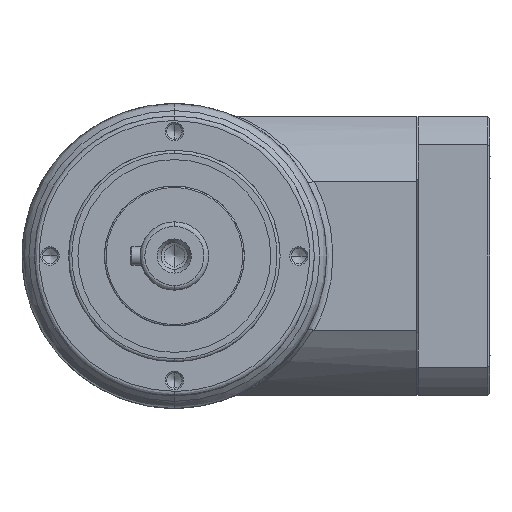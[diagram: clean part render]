
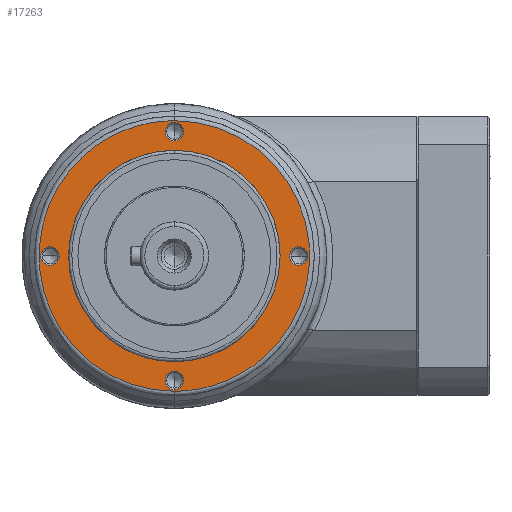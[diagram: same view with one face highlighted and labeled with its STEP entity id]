
A CAD part, left-side view. The second image highlights one B-rep face of the part: STEP entity #17263.
In plain terms, the highlighted face is planar.
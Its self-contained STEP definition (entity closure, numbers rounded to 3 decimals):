
#56 = AXIS2_PLACEMENT_3D ( 'NONE', #17300, #17268, #17247 ) ;
#822 = CIRCLE ( 'NONE', #13560, 2.958 ) ;
#881 = VERTEX_POINT ( 'NONE', #18977 ) ;
#1041 = CARTESIAN_POINT ( 'NONE',  ( -44., 40., -2.958 ) ) ;
#1105 = FACE_BOUND ( 'NONE', #3999, .T. ) ;
#1117 = EDGE_CURVE ( 'NONE', #17012, #12368, #2610, .T. ) ;
#1562 = DIRECTION ( 'NONE',  ( 0., 0., -1. ) ) ;
#1576 = AXIS2_PLACEMENT_3D ( 'NONE', #5697, #5627, #5546 ) ;
#1592 = DIRECTION ( 'NONE',  ( -1., 0., 0. ) ) ;
#1599 = ORIENTED_EDGE ( 'NONE', *, *, #1117, .T. ) ;
#1638 = CARTESIAN_POINT ( 'NONE',  ( -44., 40., 0. ) ) ;
#1729 = ORIENTED_EDGE ( 'NONE', *, *, #3859, .T. ) ;
#1745 = CARTESIAN_POINT ( 'NONE',  ( -44., -40., 2.958 ) ) ;
#1864 = ORIENTED_EDGE ( 'NONE', *, *, #13335, .T. ) ;
#1911 = ORIENTED_EDGE ( 'NONE', *, *, #16753, .T. ) ;
#2051 = ORIENTED_EDGE ( 'NONE', *, *, #6251, .F. ) ;
#2172 = ORIENTED_EDGE ( 'NONE', *, *, #15833, .F. ) ;
#2250 = VERTEX_POINT ( 'NONE', #8970 ) ;
#2610 = CIRCLE ( 'NONE', #56, 2.958 ) ;
#2949 = AXIS2_PLACEMENT_3D ( 'NONE', #4930, #13497, #11350 ) ;
#2952 = ORIENTED_EDGE ( 'NONE', *, *, #9615, .T. ) ;
#3859 = EDGE_CURVE ( 'NONE', #12368, #17012, #4424, .T. ) ;
#3999 = EDGE_LOOP ( 'NONE', ( #12769, #13788 ) ) ;
#4084 = CARTESIAN_POINT ( 'NONE',  ( -44., -87., -43.5 ) ) ;
#4314 = CARTESIAN_POINT ( 'NONE',  ( -44., 0., -37.042 ) ) ;
#4424 = CIRCLE ( 'NONE', #16725, 2.958 ) ;
#4930 = CARTESIAN_POINT ( 'NONE',  ( -44., 0., -40. ) ) ;
#4932 = ORIENTED_EDGE ( 'NONE', *, *, #5139, .T. ) ;
#4956 = EDGE_CURVE ( 'NONE', #8250, #18323, #822, .T. ) ;
#4989 = EDGE_LOOP ( 'NONE', ( #2952, #4932 ) ) ;
#5139 = EDGE_CURVE ( 'NONE', #18411, #2250, #9148, .T. ) ;
#5173 = DIRECTION ( 'NONE',  ( 0., 0., 1. ) ) ;
#5202 = EDGE_LOOP ( 'NONE', ( #1864, #1911 ) ) ;
#5204 = DIRECTION ( 'NONE',  ( -1., 0., 0. ) ) ;
#5217 = CARTESIAN_POINT ( 'NONE',  ( -44., 0., 0. ) ) ;
#5399 = EDGE_CURVE ( 'NONE', #18323, #8250, #20233, .T. ) ;
#5447 = VERTEX_POINT ( 'NONE', #1745 ) ;
#5546 = DIRECTION ( 'NONE',  ( 0., 0., -1. ) ) ;
#5627 = DIRECTION ( 'NONE',  ( -1., 0., 0. ) ) ;
#5691 = FACE_BOUND ( 'NONE', #5702, .T. ) ;
#5697 = CARTESIAN_POINT ( 'NONE',  ( -44., -40., 0. ) ) ;
#5702 = EDGE_LOOP ( 'NONE', ( #6776, #9619 ) ) ;
#5764 = DIRECTION ( 'NONE',  ( 1., 0., 0. ) ) ;
#5961 = EDGE_CURVE ( 'NONE', #17645, #5447, #10287, .T. ) ;
#6209 = FACE_BOUND ( 'NONE', #13300, .T. ) ;
#6251 = EDGE_CURVE ( 'NONE', #10297, #881, #9625, .T. ) ;
#6412 = DIRECTION ( 'NONE',  ( 0., 0., 1. ) ) ;
#6684 = DIRECTION ( 'NONE',  ( -1., 0., 0. ) ) ;
#6776 = ORIENTED_EDGE ( 'NONE', *, *, #4956, .T. ) ;
#6800 = DIRECTION ( 'NONE',  ( 0., 0., -1. ) ) ;
#6830 = DIRECTION ( 'NONE',  ( -1., 0., 0. ) ) ;
#6858 = CARTESIAN_POINT ( 'NONE',  ( -44., 40., 0. ) ) ;
#7064 = CARTESIAN_POINT ( 'NONE',  ( -44., 0., 0. ) ) ;
#7532 = CARTESIAN_POINT ( 'NONE',  ( -44., 0., 43.5 ) ) ;
#7588 = CARTESIAN_POINT ( 'NONE',  ( -44., 0., -42.958 ) ) ;
#7892 = EDGE_CURVE ( 'NONE', #5447, #17645, #18883, .T. ) ;
#8250 = VERTEX_POINT ( 'NONE', #1041 ) ;
#8487 = CARTESIAN_POINT ( 'NONE',  ( -44., 0., 43.5 ) ) ;
#8950 = VERTEX_POINT ( 'NONE', #4314 ) ;
#8970 = CARTESIAN_POINT ( 'NONE',  ( -44., 0., 34. ) ) ;
#9148 = CIRCLE ( 'NONE', #12686, 34. ) ;
#9267 = CARTESIAN_POINT ( 'NONE',  ( -44., 0., 37.042 ) ) ;
#9277 = CARTESIAN_POINT ( 'NONE',  ( -44., 87., 43.5 ) ) ;
#9327 = AXIS2_PLACEMENT_3D ( 'NONE', #17428, #17291, #15934 ) ;
#9407 = CARTESIAN_POINT ( 'NONE',  ( -44., 0., -43.5 ) ) ;
#9500 = CARTESIAN_POINT ( 'NONE',  ( -44., 87., -43.5 ) ) ;
#9615 = EDGE_CURVE ( 'NONE', #2250, #18411, #18370, .T. ) ;
#9619 = ORIENTED_EDGE ( 'NONE', *, *, #5399, .T. ) ;
#9625 =( BOUNDED_CURVE ( )  B_SPLINE_CURVE ( 3, ( #8487, #9277, #9500, #9407 ),
 .UNSPECIFIED., .F., .F. ) 
 B_SPLINE_CURVE_WITH_KNOTS ( ( 4, 4 ),
 ( 0.5, 1. ),
 .UNSPECIFIED. ) 
 CURVE ( )  GEOMETRIC_REPRESENTATION_ITEM ( )  RATIONAL_B_SPLINE_CURVE ( ( 1., 0.333, 0.333, 1. ) ) 
 REPRESENTATION_ITEM ( '' )  );
#9801 = VERTEX_POINT ( 'NONE', #7588 ) ;
#9961 = AXIS2_PLACEMENT_3D ( 'NONE', #15305, #5764, #16858 ) ;
#10095 = EDGE_LOOP ( 'NONE', ( #2051, #2172 ) ) ;
#10178 = CARTESIAN_POINT ( 'NONE',  ( -44., 0., 43.5 ) ) ;
#10224 = CARTESIAN_POINT ( 'NONE',  ( -44., 0., -40. ) ) ;
#10247 = FACE_BOUND ( 'NONE', #4989, .T. ) ;
#10287 = CIRCLE ( 'NONE', #9327, 2.958 ) ;
#10297 = VERTEX_POINT ( 'NONE', #10178 ) ;
#10743 = AXIS2_PLACEMENT_3D ( 'NONE', #1638, #1592, #1562 ) ;
#10758 = FACE_OUTER_BOUND ( 'NONE', #10095, .T. ) ;
#11350 = DIRECTION ( 'NONE',  ( 0., 0., -1. ) ) ;
#11685 = DIRECTION ( 'NONE',  ( 0., 0., -1. ) ) ;
#12368 = VERTEX_POINT ( 'NONE', #15197 ) ;
#12625 = CARTESIAN_POINT ( 'NONE',  ( -44., 0., -34. ) ) ;
#12686 = AXIS2_PLACEMENT_3D ( 'NONE', #5217, #5204, #5173 ) ;
#12769 = ORIENTED_EDGE ( 'NONE', *, *, #5961, .T. ) ;
#13300 = EDGE_LOOP ( 'NONE', ( #1599, #1729 ) ) ;
#13335 = EDGE_CURVE ( 'NONE', #9801, #8950, #14382, .T. ) ;
#13497 = DIRECTION ( 'NONE',  ( -1., 0., 0. ) ) ;
#13560 = AXIS2_PLACEMENT_3D ( 'NONE', #6858, #6830, #6800 ) ;
#13788 = ORIENTED_EDGE ( 'NONE', *, *, #7892, .T. ) ;
#14084 = AXIS2_PLACEMENT_3D ( 'NONE', #10224, #20915, #11685 ) ;
#14150 = FACE_BOUND ( 'NONE', #5202, .T. ) ;
#14382 = CIRCLE ( 'NONE', #2949, 2.958 ) ;
#15197 = CARTESIAN_POINT ( 'NONE',  ( -44., 0., 42.958 ) ) ;
#15305 = CARTESIAN_POINT ( 'NONE',  ( -44., 0., 0. ) ) ;
#15813 = CIRCLE ( 'NONE', #14084, 2.958 ) ;
#15833 = EDGE_CURVE ( 'NONE', #881, #10297, #19330, .T. ) ;
#15934 = DIRECTION ( 'NONE',  ( 0., 0., -1. ) ) ;
#16404 = AXIS2_PLACEMENT_3D ( 'NONE', #7064, #6684, #6412 ) ;
#16725 = AXIS2_PLACEMENT_3D ( 'NONE', #19491, #19470, #19467 ) ;
#16753 = EDGE_CURVE ( 'NONE', #8950, #9801, #15813, .T. ) ;
#16858 = DIRECTION ( 'NONE',  ( 0., 0., -1. ) ) ;
#16884 = CARTESIAN_POINT ( 'NONE',  ( -44., -87., 43.5 ) ) ;
#17012 = VERTEX_POINT ( 'NONE', #9267 ) ;
#17143 = CARTESIAN_POINT ( 'NONE',  ( -44., 40., 2.958 ) ) ;
#17247 = DIRECTION ( 'NONE',  ( 0., 0., -1. ) ) ;
#17263 = ADVANCED_FACE ( 'NONE', ( #6209, #14150, #10758, #10247, #5691, #1105 ), #18367, .T. ) ;
#17268 = DIRECTION ( 'NONE',  ( -1., 0., 0. ) ) ;
#17291 = DIRECTION ( 'NONE',  ( -1., 0., 0. ) ) ;
#17300 = CARTESIAN_POINT ( 'NONE',  ( -44., 0., 40. ) ) ;
#17428 = CARTESIAN_POINT ( 'NONE',  ( -44., -40., 0. ) ) ;
#17645 = VERTEX_POINT ( 'NONE', #20925 ) ;
#18323 = VERTEX_POINT ( 'NONE', #17143 ) ;
#18367 = PLANE ( 'NONE',  #9961 ) ;
#18370 = CIRCLE ( 'NONE', #16404, 34. ) ;
#18411 = VERTEX_POINT ( 'NONE', #12625 ) ;
#18883 = CIRCLE ( 'NONE', #1576, 2.958 ) ;
#18977 = CARTESIAN_POINT ( 'NONE',  ( -44., 0., -43.5 ) ) ;
#19330 =( BOUNDED_CURVE ( )  B_SPLINE_CURVE ( 3, ( #19954, #4084, #16884, #7532 ),
 .UNSPECIFIED., .F., .T. ) 
 B_SPLINE_CURVE_WITH_KNOTS ( ( 4, 4 ),
 ( 0., 0.5 ),
 .UNSPECIFIED. ) 
 CURVE ( )  GEOMETRIC_REPRESENTATION_ITEM ( )  RATIONAL_B_SPLINE_CURVE ( ( 1., 0.333, 0.333, 1. ) ) 
 REPRESENTATION_ITEM ( '' )  );
#19467 = DIRECTION ( 'NONE',  ( 0., 0., -1. ) ) ;
#19470 = DIRECTION ( 'NONE',  ( -1., 0., 0. ) ) ;
#19491 = CARTESIAN_POINT ( 'NONE',  ( -44., 0., 40. ) ) ;
#19954 = CARTESIAN_POINT ( 'NONE',  ( -44., 0., -43.5 ) ) ;
#20233 = CIRCLE ( 'NONE', #10743, 2.958 ) ;
#20915 = DIRECTION ( 'NONE',  ( -1., 0., 0. ) ) ;
#20925 = CARTESIAN_POINT ( 'NONE',  ( -44., -40., -2.958 ) ) ;
